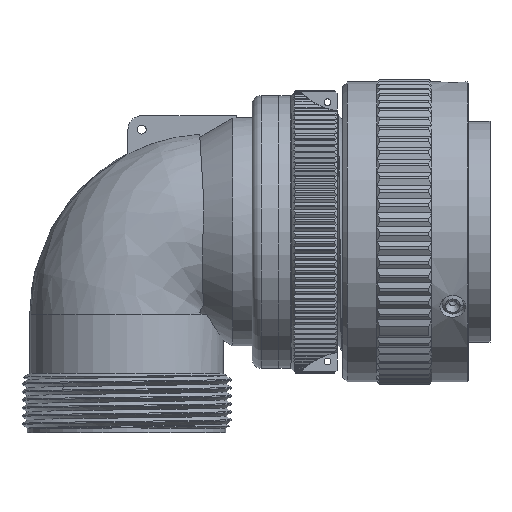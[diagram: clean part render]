
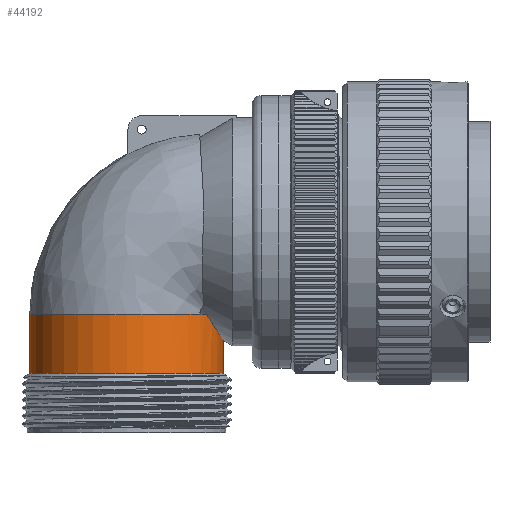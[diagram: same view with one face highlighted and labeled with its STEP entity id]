
A CAD part, top view. The second image highlights one B-rep face of the part: STEP entity #44192.
In plain terms, the highlighted cylindrical face has radius 16.84 mm (diameter 33.68 mm), a partial arc.
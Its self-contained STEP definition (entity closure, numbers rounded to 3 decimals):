
#2578=CARTESIAN_POINT('',(13.92,-14.35,9.477));
#2579=CARTESIAN_POINT('',(14.037,-14.543,9.306));
#2580=CARTESIAN_POINT('',(14.262,-14.914,8.961));
#2581=CARTESIAN_POINT('',(14.579,-15.426,8.436));
#2582=CARTESIAN_POINT('',(14.873,-15.893,7.906));
#2583=CARTESIAN_POINT('',(15.145,-16.32,7.372));
#2584=CARTESIAN_POINT('',(15.393,-16.706,6.837));
#2585=CARTESIAN_POINT('',(15.62,-17.055,6.301));
#2586=CARTESIAN_POINT('',(15.825,-17.367,5.767));
#2587=CARTESIAN_POINT('',(16.01,-17.646,5.233));
#2588=CARTESIAN_POINT('',(16.174,-17.893,4.701));
#2589=CARTESIAN_POINT('',(16.318,-18.11,4.172));
#2590=CARTESIAN_POINT('',(16.444,-18.297,3.644));
#2591=CARTESIAN_POINT('',(16.552,-18.457,3.119));
#2592=CARTESIAN_POINT('',(16.642,-18.59,2.596));
#2593=CARTESIAN_POINT('',(16.715,-18.698,2.074));
#2594=CARTESIAN_POINT('',(16.771,-18.781,1.554));
#2595=CARTESIAN_POINT('',(16.811,-18.839,1.036));
#2596=CARTESIAN_POINT('',(16.835,-18.875,
0.517));
#2597=CARTESIAN_POINT('',(16.84,-18.882,0.172));
#2598=CARTESIAN_POINT('',(16.84,-18.882,0.));
#2600=CARTESIAN_POINT('',(0.,-24.626,0.));
#2601=DIRECTION('',(0.,1.,0.));
#2602=DIRECTION('',(-1.,0.,0.));
#2603=AXIS2_PLACEMENT_3D('',#2600,#2601,#2602);
#2605=CARTESIAN_POINT('',(0.,-14.35,0.));
#2606=DIRECTION('',(0.,1.,0.));
#2607=DIRECTION('',(0.755,0.,0.656));
#2608=AXIS2_PLACEMENT_3D('',#2605,#2606,#2607);
#2635=CARTESIAN_POINT('',(0.,-14.35,0.));
#2636=DIRECTION('',(0.,-1.,0.));
#2637=DIRECTION('',(0.755,0.,0.656));
#2638=AXIS2_PLACEMENT_3D('',#2635,#2636,#2637);
#2640=CARTESIAN_POINT('',(0.,-14.35,0.));
#2641=DIRECTION('',(0.,-1.,0.));
#2642=DIRECTION('',(0.,0.,1.));
#2643=AXIS2_PLACEMENT_3D('',#2640,#2641,#2642);
#2829=DIRECTION('',(0.,1.,0.));
#2830=VECTOR('',#2829,10.276);
#2831=CARTESIAN_POINT('',(-16.84,-24.626,0.));
#2832=LINE('2403',#2831,#2830);
#2838=DIRECTION('',(0.,-1.,0.));
#2839=VECTOR('',#2838,5.744);
#2840=CARTESIAN_POINT('',(16.84,-18.882,0.));
#2841=LINE('2400',#2840,#2839);
#36669=CARTESIAN_POINT('',(-16.84,-24.626,0.));
#36670=CARTESIAN_POINT('',(16.84,-24.626,0.));
#36671=VERTEX_POINT('',#36669);
#36672=VERTEX_POINT('',#36670);
#36679=VERTEX_POINT('',#2578);
#36680=VERTEX_POINT('',#2598);
#36682=CARTESIAN_POINT('',(12.714,-14.35,11.043));
#36683=VERTEX_POINT('',#36682);
#36686=CARTESIAN_POINT('',(-16.84,-14.35,0.));
#36687=VERTEX_POINT('',#36686);
#36690=CARTESIAN_POINT('',(0.,-14.35,16.84));
#36691=VERTEX_POINT('',#36690);
#44172=CARTESIAN_POINT('',(0.,-13.322,0.));
#44173=DIRECTION('',(0.,-1.,0.));
#44174=DIRECTION('',(-1.,0.,0.));
#44175=AXIS2_PLACEMENT_3D('',#44172,#44173,#44174);
#44176=CYLINDRICAL_SURFACE('250',#44175,16.84);
#44178=ORIENTED_EDGE('2401',*,*,#44177,.T.);
#44180=ORIENTED_EDGE('2398',*,*,#44179,.T.);
#44182=ORIENTED_EDGE('2400',*,*,#44181,.T.);
#44183=ORIENTED_EDGE('2392',*,*,#44159,.F.);
#44185=ORIENTED_EDGE('2403',*,*,#44184,.T.);
#44187=ORIENTED_EDGE('2407',*,*,#44186,.F.);
#44189=ORIENTED_EDGE('2406',*,*,#44188,.F.);
#44190=EDGE_LOOP('250',(#44178,#44180,#44182,#44183,#44185,#44187,#44189));
#44191=FACE_OUTER_BOUND('250',#44190,.F.);
#2599=B_SPLINE_CURVE_WITH_KNOTS('2398',3,(#2578,#2579,#2580,#2581,#2582,#2583,
#2584,#2585,#2586,#2587,#2588,#2589,#2590,#2591,#2592,#2593,#2594,#2595,#2596,
#2597,#2598),.UNSPECIFIED.,.F.,.F.,(4,1,1,1,1,1,1,1,1,1,1,1,1,1,1,1,1,1,4),
(0.,0.056,0.111,0.167,0.222,
0.278,0.333,0.389,0.444,0.5,
0.556,0.611,0.667,0.722,
0.778,0.833,0.889,0.944,1.),
.UNSPECIFIED.);
#2604=CIRCLE('2392',#2603,16.84);
#2609=CIRCLE('2401',#2608,16.84);
#2639=CIRCLE('2406',#2638,16.84);
#2644=CIRCLE('2407',#2643,16.84);
#44159=EDGE_CURVE('2392',#36671,#36672,#2604,.T.);
#44177=EDGE_CURVE('2401',#36683,#36679,#2609,.T.);
#44179=EDGE_CURVE('2398',#36679,#36680,#2599,.T.);
#44181=EDGE_CURVE('2400',#36680,#36672,#2841,.T.);
#44184=EDGE_CURVE('2403',#36671,#36687,#2832,.T.);
#44186=EDGE_CURVE('2407',#36691,#36687,#2644,.T.);
#44188=EDGE_CURVE('2406',#36683,#36691,#2639,.T.);
#44192=ADVANCED_FACE('250',(#44191),#44176,.T.);
